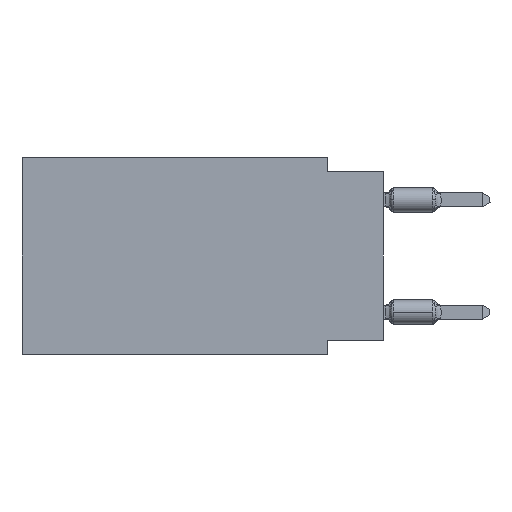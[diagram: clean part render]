
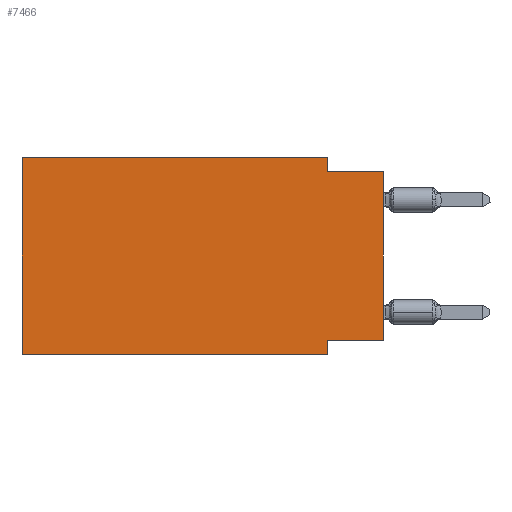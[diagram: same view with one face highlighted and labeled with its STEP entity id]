
A CAD part, left-side view. The second image highlights one B-rep face of the part: STEP entity #7466.
In plain terms, the highlighted planar face has unit normal (-1, 0, 0).
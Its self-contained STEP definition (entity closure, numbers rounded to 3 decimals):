
#125 = CARTESIAN_POINT ( 'NONE',  ( 0., 16.383, 0. ) ) ;
#556 = CARTESIAN_POINT ( 'NONE',  ( 0., 2.54, 0. ) ) ;
#777 = DIRECTION ( 'NONE',  ( 1., 0., 0. ) ) ;
#1428 = EDGE_CURVE ( 'NONE', #8015, #10092, #4899, .T. ) ;
#2096 = VECTOR ( 'NONE', #7002, 1000. ) ;
#2161 = ORIENTED_EDGE ( 'NONE', *, *, #13500, .F. ) ;
#2241 = CARTESIAN_POINT ( 'NONE',  ( 0., 2.54, -8.89 ) ) ;
#2417 = CARTESIAN_POINT ( 'NONE',  ( 0., 16.383, 0. ) ) ;
#2550 = CARTESIAN_POINT ( 'NONE',  ( 0., 0., -0.635 ) ) ;
#2555 = DIRECTION ( 'NONE',  ( 0., -1., 0. ) ) ;
#2619 = DIRECTION ( 'NONE',  ( 0., 0., 1. ) ) ;
#2950 = LINE ( 'NONE', #16676, #5666 ) ;
#4210 = ORIENTED_EDGE ( 'NONE', *, *, #18505, .F. ) ;
#4642 = VERTEX_POINT ( 'NONE', #5612 ) ;
#4857 = LINE ( 'NONE', #9481, #9307 ) ;
#4899 = LINE ( 'NONE', #18633, #19179 ) ;
#5146 = ORIENTED_EDGE ( 'NONE', *, *, #16644, .T. ) ;
#5327 = ORIENTED_EDGE ( 'NONE', *, *, #12503, .F. ) ;
#5358 = EDGE_LOOP ( 'NONE', ( #11938, #4210, #12652, #9202, #14817, #5146, #5327, #2161 ) ) ;
#5612 = CARTESIAN_POINT ( 'NONE',  ( 0., 2.54, -0.635 ) ) ;
#5666 = VECTOR ( 'NONE', #2555, 1000. ) ;
#5901 = VERTEX_POINT ( 'NONE', #13412 ) ;
#5990 = EDGE_CURVE ( 'NONE', #5901, #17298, #8773, .T. ) ;
#6625 = VERTEX_POINT ( 'NONE', #556 ) ;
#6798 = CARTESIAN_POINT ( 'NONE',  ( 0., 2.54, 0. ) ) ;
#7002 = DIRECTION ( 'NONE',  ( 0., 0., -1. ) ) ;
#7466 = ADVANCED_FACE ( 'NONE', ( #19243 ), #12891, .F. ) ;
#7990 = DIRECTION ( 'NONE',  ( 0., 1., 0. ) ) ;
#8015 = VERTEX_POINT ( 'NONE', #10434 ) ;
#8773 = LINE ( 'NONE', #2417, #16923 ) ;
#9202 = ORIENTED_EDGE ( 'NONE', *, *, #13331, .F. ) ;
#9203 = VERTEX_POINT ( 'NONE', #10238 ) ;
#9307 = VECTOR ( 'NONE', #7990, 1000. ) ;
#9355 = CARTESIAN_POINT ( 'NONE',  ( 0., 2.54, -8.255 ) ) ;
#9481 = CARTESIAN_POINT ( 'NONE',  ( 0., 0., -8.255 ) ) ;
#9751 = DIRECTION ( 'NONE',  ( 0., 0., -1. ) ) ;
#10092 = VERTEX_POINT ( 'NONE', #13295 ) ;
#10202 = VECTOR ( 'NONE', #18982, 1000. ) ;
#10238 = CARTESIAN_POINT ( 'NONE',  ( 0., 2.54, -8.89 ) ) ;
#10434 = CARTESIAN_POINT ( 'NONE',  ( 0., 0., -8.255 ) ) ;
#10977 = EDGE_CURVE ( 'NONE', #6625, #4642, #12849, .T. ) ;
#11590 = VERTEX_POINT ( 'NONE', #9355 ) ;
#11938 = ORIENTED_EDGE ( 'NONE', *, *, #1428, .T. ) ;
#12173 = VECTOR ( 'NONE', #18280, 1000. ) ;
#12503 = EDGE_CURVE ( 'NONE', #11590, #9203, #16055, .T. ) ;
#12652 = ORIENTED_EDGE ( 'NONE', *, *, #10977, .F. ) ;
#12849 = LINE ( 'NONE', #6798, #2096 ) ;
#12891 = PLANE ( 'NONE',  #19584 ) ;
#13082 = CARTESIAN_POINT ( 'NONE',  ( 0., 16.383, 0. ) ) ;
#13152 = LINE ( 'NONE', #16281, #19936 ) ;
#13295 = CARTESIAN_POINT ( 'NONE',  ( 0., 0., -0.635 ) ) ;
#13331 = EDGE_CURVE ( 'NONE', #17298, #6625, #13152, .T. ) ;
#13412 = CARTESIAN_POINT ( 'NONE',  ( 0., 16.383, -8.89 ) ) ;
#13500 = EDGE_CURVE ( 'NONE', #8015, #11590, #4857, .T. ) ;
#14184 = DIRECTION ( 'NONE',  ( 0., 0., 1. ) ) ;
#14817 = ORIENTED_EDGE ( 'NONE', *, *, #5990, .F. ) ;
#16055 = LINE ( 'NONE', #2241, #10202 ) ;
#16281 = CARTESIAN_POINT ( 'NONE',  ( 0., 16.383, 0. ) ) ;
#16372 = LINE ( 'NONE', #2550, #12173 ) ;
#16644 = EDGE_CURVE ( 'NONE', #5901, #9203, #2950, .T. ) ;
#16676 = CARTESIAN_POINT ( 'NONE',  ( 0., 16.383, -8.89 ) ) ;
#16923 = VECTOR ( 'NONE', #2619, 1000. ) ;
#17298 = VERTEX_POINT ( 'NONE', #125 ) ;
#17607 = DIRECTION ( 'NONE',  ( 0., -1., 0. ) ) ;
#18280 = DIRECTION ( 'NONE',  ( 0., -1., 0. ) ) ;
#18505 = EDGE_CURVE ( 'NONE', #4642, #10092, #16372, .T. ) ;
#18633 = CARTESIAN_POINT ( 'NONE',  ( 0., 0., 0. ) ) ;
#18982 = DIRECTION ( 'NONE',  ( 0., 0., -1. ) ) ;
#19179 = VECTOR ( 'NONE', #14184, 1000. ) ;
#19243 = FACE_OUTER_BOUND ( 'NONE', #5358, .T. ) ;
#19584 = AXIS2_PLACEMENT_3D ( 'NONE', #13082, #777, #9751 ) ;
#19936 = VECTOR ( 'NONE', #17607, 1000. ) ;
